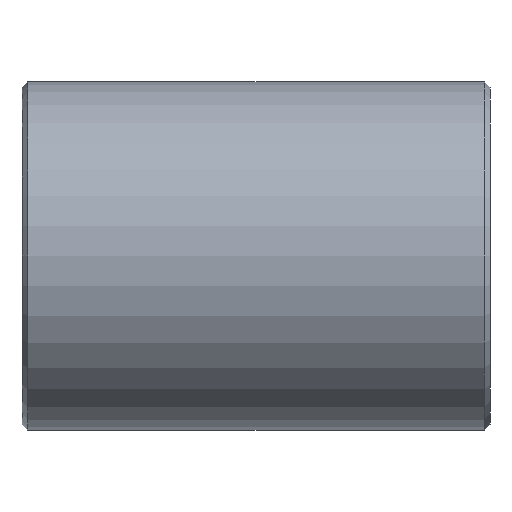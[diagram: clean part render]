
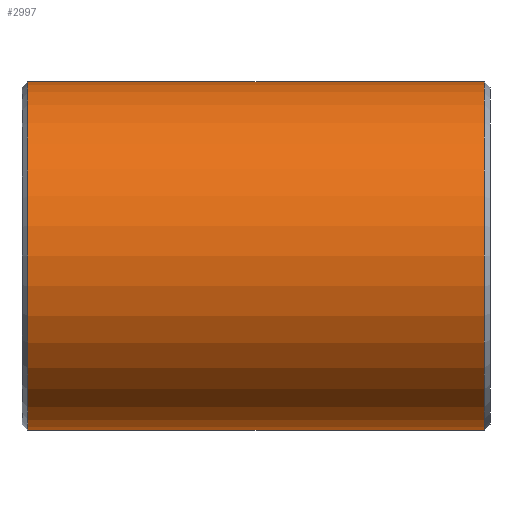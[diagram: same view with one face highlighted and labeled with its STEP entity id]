
A CAD part, left-side view. The second image highlights one B-rep face of the part: STEP entity #2997.
In plain terms, the highlighted cylindrical face has radius 2.975 mm (diameter 5.95 mm), a partial arc.
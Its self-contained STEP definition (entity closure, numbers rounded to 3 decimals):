
#103 = EDGE_LOOP ( 'NONE', ( #3159, #2372, #634, #3461 ) ) ;
#310 = DIRECTION ( 'NONE',  ( 0., -1., 0. ) ) ;
#324 = DIRECTION ( 'NONE',  ( 0., -1., 0. ) ) ;
#437 = DIRECTION ( 'NONE',  ( 0., 1., 0. ) ) ;
#614 = CARTESIAN_POINT ( 'NONE',  ( 0., 3.9, -2.975 ) ) ;
#618 = FACE_OUTER_BOUND ( 'NONE', #103, .T. ) ;
#634 = ORIENTED_EDGE ( 'NONE', *, *, #1448, .T. ) ;
#680 = LINE ( 'NONE', #2609, #3240 ) ;
#786 = VERTEX_POINT ( 'NONE', #2365 ) ;
#1098 = LINE ( 'NONE', #1828, #2331 ) ;
#1290 = VERTEX_POINT ( 'NONE', #614 ) ;
#1441 = DIRECTION ( 'NONE',  ( 0., 0., -1. ) ) ;
#1448 = EDGE_CURVE ( 'NONE', #1290, #2425, #1098, .T. ) ;
#1468 = AXIS2_PLACEMENT_3D ( 'NONE', #3601, #3638, #1441 ) ;
#1828 = CARTESIAN_POINT ( 'NONE',  ( 0., 4., -2.975 ) ) ;
#2331 = VECTOR ( 'NONE', #324, 1000. ) ;
#2365 = CARTESIAN_POINT ( 'NONE',  ( 0., -3.9, 2.975 ) ) ;
#2372 = ORIENTED_EDGE ( 'NONE', *, *, #3256, .T. ) ;
#2425 = VERTEX_POINT ( 'NONE', #2660 ) ;
#2609 = CARTESIAN_POINT ( 'NONE',  ( 0., 4., 2.975 ) ) ;
#2660 = CARTESIAN_POINT ( 'NONE',  ( 0., -3.9, -2.975 ) ) ;
#2908 = CIRCLE ( 'NONE', #4352, 2.975 ) ;
#2933 = DIRECTION ( 'NONE',  ( 0., 0., 1. ) ) ;
#2997 = ADVANCED_FACE ( 'NONE', ( #618 ), #4242, .T. ) ;
#3000 = CARTESIAN_POINT ( 'NONE',  ( 0., -3.9, 0. ) ) ;
#3057 = EDGE_CURVE ( 'NONE', #3235, #786, #680, .T. ) ;
#3159 = ORIENTED_EDGE ( 'NONE', *, *, #3057, .F. ) ;
#3235 = VERTEX_POINT ( 'NONE', #4776 ) ;
#3240 = VECTOR ( 'NONE', #4497, 1000. ) ;
#3256 = EDGE_CURVE ( 'NONE', #3235, #1290, #2908, .T. ) ;
#3334 = CARTESIAN_POINT ( 'NONE',  ( 0., 3.9, 0. ) ) ;
#3461 = ORIENTED_EDGE ( 'NONE', *, *, #3590, .T. ) ;
#3590 = EDGE_CURVE ( 'NONE', #2425, #786, #4356, .T. ) ;
#3601 = CARTESIAN_POINT ( 'NONE',  ( 0., 4., 0. ) ) ;
#3638 = DIRECTION ( 'NONE',  ( 0., -1., 0. ) ) ;
#4242 = CYLINDRICAL_SURFACE ( 'NONE', #1468, 2.975 ) ;
#4352 = AXIS2_PLACEMENT_3D ( 'NONE', #3334, #310, #2933 ) ;
#4356 = CIRCLE ( 'NONE', #4605, 2.975 ) ;
#4497 = DIRECTION ( 'NONE',  ( 0., -1., 0. ) ) ;
#4559 = DIRECTION ( 'NONE',  ( 0., 0., 1. ) ) ;
#4605 = AXIS2_PLACEMENT_3D ( 'NONE', #3000, #437, #4559 ) ;
#4776 = CARTESIAN_POINT ( 'NONE',  ( 0., 3.9, 2.975 ) ) ;
